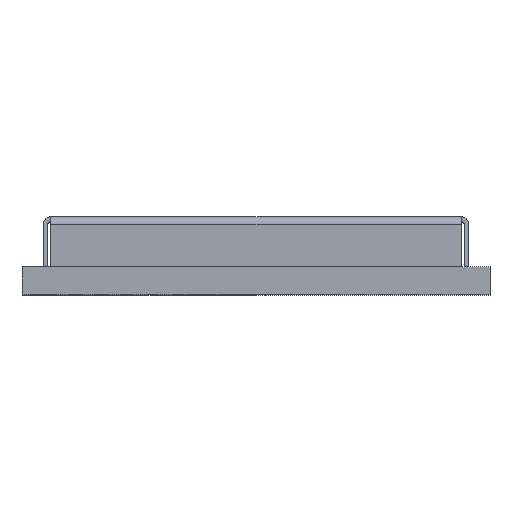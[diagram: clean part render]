
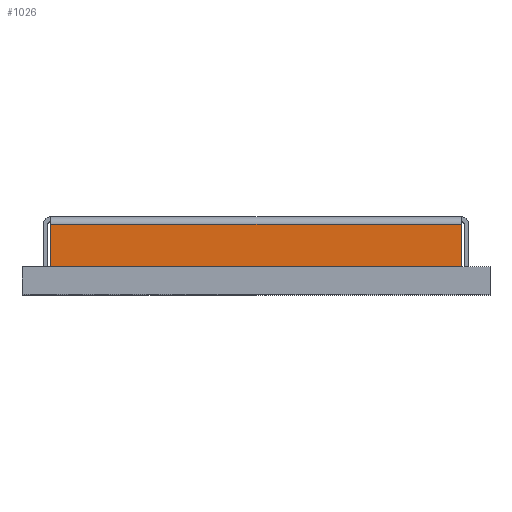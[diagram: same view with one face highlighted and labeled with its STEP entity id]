
A CAD part, top view. The second image highlights one B-rep face of the part: STEP entity #1026.
In plain terms, the highlighted planar face has unit normal (0, 0, 1).
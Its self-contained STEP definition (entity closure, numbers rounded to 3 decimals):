
#1026 = ADVANCED_FACE ( 'NONE', ( #15700 ), #5887, .F. ) ;
#1210 = LINE ( 'NONE', #25005, #12891 ) ;
#2118 = EDGE_LOOP ( 'NONE', ( #16059, #2690, #7501, #22086 ) ) ;
#2690 = ORIENTED_EDGE ( 'NONE', *, *, #7455, .F. ) ;
#4042 = DIRECTION ( 'NONE',  ( 0., 1., 0. ) ) ;
#4548 = CARTESIAN_POINT ( 'NONE',  ( -7., 2.3, 9.5 ) ) ;
#5887 = PLANE ( 'NONE',  #23516 ) ;
#6896 = VECTOR ( 'NONE', #4042, 1000. ) ;
#7081 = CARTESIAN_POINT ( 'NONE',  ( 6.75, 24.583, 9.5 ) ) ;
#7353 = DIRECTION ( 'NONE',  ( 1., 0., 0. ) ) ;
#7455 = EDGE_CURVE ( 'NONE', #22638, #21034, #18491, .T. ) ;
#7501 = ORIENTED_EDGE ( 'NONE', *, *, #8398, .T. ) ;
#7773 = DIRECTION ( 'NONE',  ( 0., 0., -1. ) ) ;
#8398 = EDGE_CURVE ( 'NONE', #22638, #11001, #10768, .T. ) ;
#9910 = CARTESIAN_POINT ( 'NONE',  ( -7., 24.583, 9.5 ) ) ;
#10768 = LINE ( 'NONE', #4548, #16312 ) ;
#10943 = EDGE_CURVE ( 'NONE', #19902, #11001, #17341, .T. ) ;
#11001 = VERTEX_POINT ( 'NONE', #16041 ) ;
#12891 = VECTOR ( 'NONE', #7353, 1000. ) ;
#13164 = CARTESIAN_POINT ( 'NONE',  ( -6.75, 0.9, 9.5 ) ) ;
#13250 = DIRECTION ( 'NONE',  ( 0., -1., 0. ) ) ;
#14372 = CARTESIAN_POINT ( 'NONE',  ( 6.75, 0.9, 9.5 ) ) ;
#14487 = VECTOR ( 'NONE', #13250, 1000. ) ;
#15700 = FACE_OUTER_BOUND ( 'NONE', #2118, .T. ) ;
#15805 = CARTESIAN_POINT ( 'NONE',  ( -6.75, 24.583, 9.5 ) ) ;
#16041 = CARTESIAN_POINT ( 'NONE',  ( -6.75, 2.3, 9.5 ) ) ;
#16059 = ORIENTED_EDGE ( 'NONE', *, *, #25293, .T. ) ;
#16312 = VECTOR ( 'NONE', #18380, 1000. ) ;
#17341 = LINE ( 'NONE', #15805, #6896 ) ;
#17465 = DIRECTION ( 'NONE',  ( -1., 0., 0. ) ) ;
#18380 = DIRECTION ( 'NONE',  ( -1., 0., 0. ) ) ;
#18491 = LINE ( 'NONE', #7081, #14487 ) ;
#19902 = VERTEX_POINT ( 'NONE', #13164 ) ;
#21034 = VERTEX_POINT ( 'NONE', #14372 ) ;
#22086 = ORIENTED_EDGE ( 'NONE', *, *, #10943, .F. ) ;
#22303 = CARTESIAN_POINT ( 'NONE',  ( 6.75, 2.3, 9.5 ) ) ;
#22638 = VERTEX_POINT ( 'NONE', #22303 ) ;
#23516 = AXIS2_PLACEMENT_3D ( 'NONE', #9910, #7773, #17465 ) ;
#25005 = CARTESIAN_POINT ( 'NONE',  ( -7., 0.9, 9.5 ) ) ;
#25293 = EDGE_CURVE ( 'NONE', #19902, #21034, #1210, .T. ) ;
